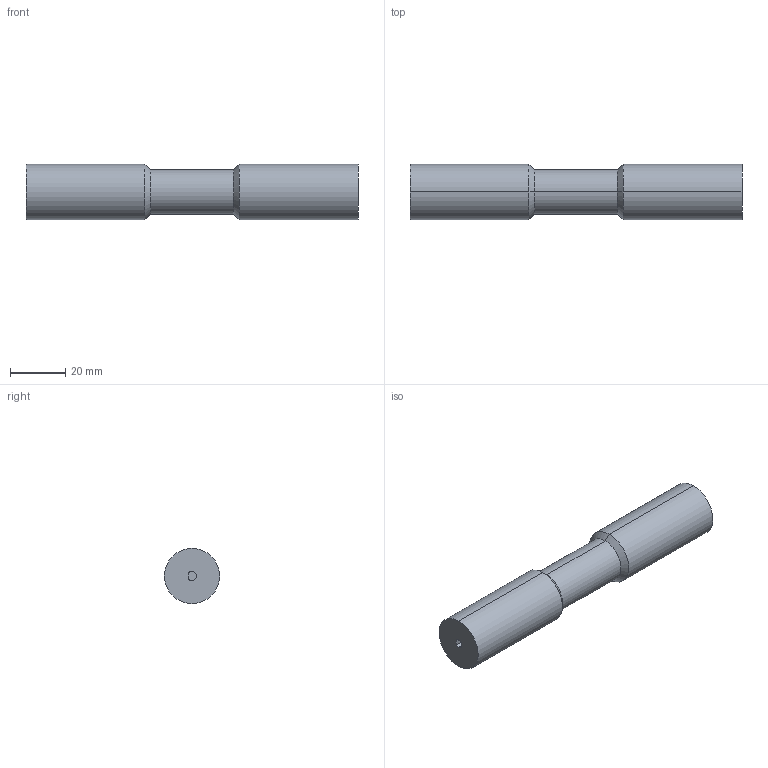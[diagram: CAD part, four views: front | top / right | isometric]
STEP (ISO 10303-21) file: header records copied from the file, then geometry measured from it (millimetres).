
FILE_DESCRIPTION (( 'STEP AP214' ), '1' );
FILE_NAME ('Cow Pulley.STEP', '2024-08-05T07:17:12', ( '' ), ( '' ), 'SwSTEP 2.0', 'SolidWorks 2023', '' );
FILE_SCHEMA (( 'AUTOMOTIVE_DESIGN' ));
Length unit declared in the file: millimetre
Products named in the file (1): Cow Pulley
Bounding box: 120 x 20 x 20 mm (x, y, z)
Volume: 32076.3 mm3; surface area: 9135.8 mm2
Topology: 1 solids, 1 shells, 21 faces, 44 edges, 25 vertices
Faces by surface type: cylinder 11, cone 6, plane 4
Entity records: 569 total; most frequent: DIRECTION 108, CARTESIAN_POINT 89, ORIENTED_EDGE 84, AXIS2_PLACEMENT_3D 44, EDGE_CURVE 42, VERTEX_POINT 25, EDGE_LOOP 23, CIRCLE 22
